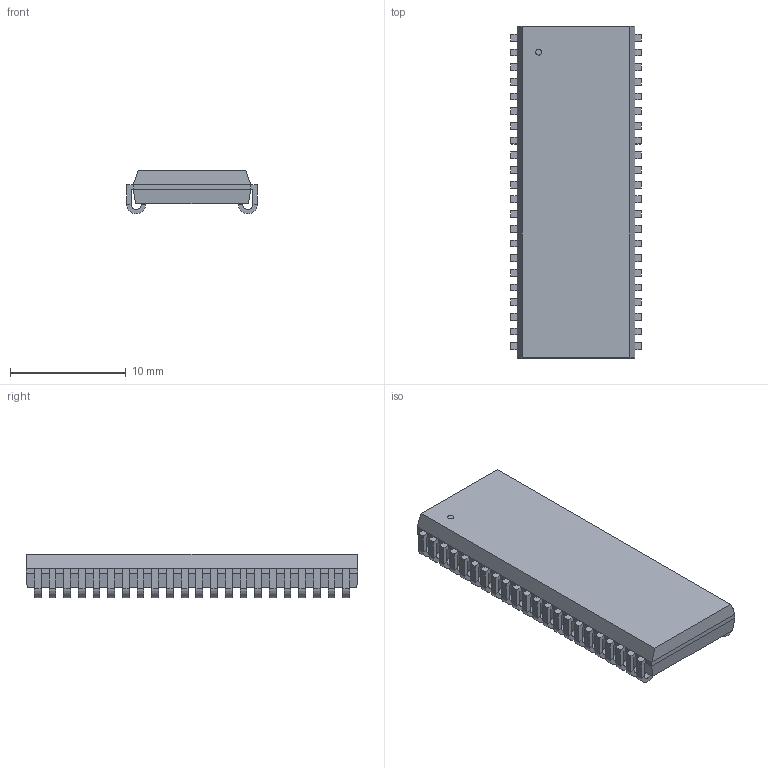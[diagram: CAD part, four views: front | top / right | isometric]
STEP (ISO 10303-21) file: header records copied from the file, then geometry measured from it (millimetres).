
FILE_DESCRIPTION(('STEP AP214'),'1');
FILE_NAME('SOJ-44','2024-09-12T05:28:58',(''),(''),'','','');
FILE_SCHEMA(('AUTOMOTIVE_DESIGN'));
Length unit declared in the file: millimetre
Products named in the file (1): product
Bounding box: 11.3 x 28.7 x 3.76 mm (x, y, z)
Volume: 853.9 mm3; surface area: 1119.1 mm2
Topology: 46 solids, 46 shells, 545 faces, 1175 edges, 722 vertices
Faces by surface type: plane 456, cylinder 89
Full cylindrical faces by diameter (mm): 0.508 x1
Entity records: 13933 total; most frequent: DIRECTION 2446, ORIENTED_EDGE 2348, CARTESIAN_POINT 1359, EDGE_CURVE 1174, LINE 996, VECTOR 996, AXIS2_PLACEMENT_3D 725, VERTEX_POINT 722
